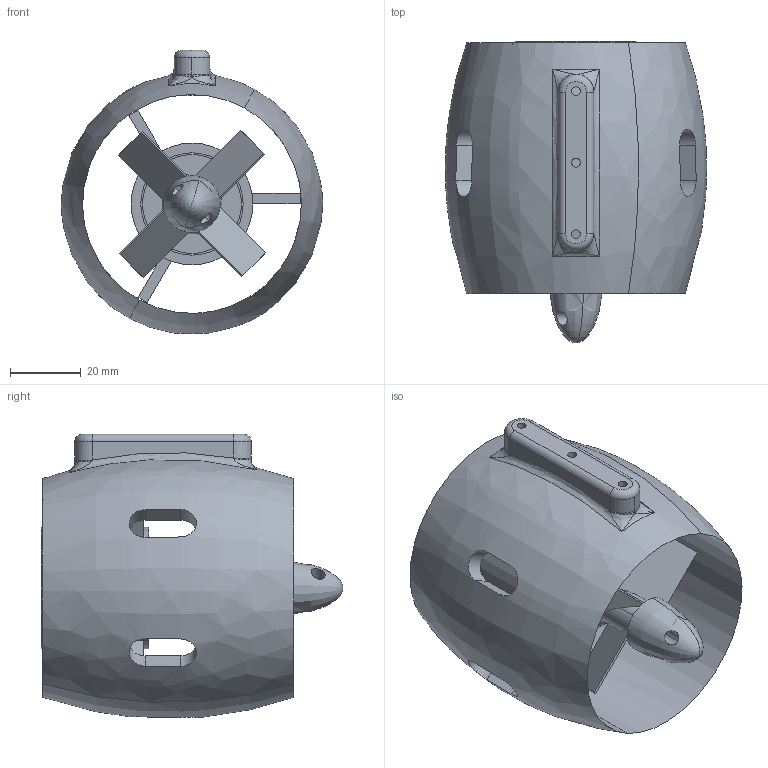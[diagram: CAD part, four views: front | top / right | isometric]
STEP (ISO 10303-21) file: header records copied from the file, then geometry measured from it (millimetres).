
FILE_DESCRIPTION(('CATIA V5 STEP Exchange'),'2;1');
FILE_NAME('U1-3D.stp','2023-07-17T13:31:00+00:00',('none'),('none'),'CATIA Version 5 Release 21 GA (IN-10)','CATIA V5 STEP AP203','none');
FILE_SCHEMA(('CONFIG_CONTROL_DESIGN'));
Length unit declared in the file: millimetre
Products named in the file (1): APISQUEEN-U1-1
Assembly tree (2 placements, depth 2):
  APISQUEEN-U1-1
    #58
    #1537
Bounding box: 74 x 85.5 x 80.22 mm (x, y, z)
Volume: 103347.3 mm3; surface area: 50068.1 mm2
Topology: 3 solids, 3 shells, 144 faces, 353 edges, 223 vertices
Faces by surface type: plane 64, cylinder 58, bspline 10, torus 6, revolution 6
Entity records: 5824 total; most frequent: CARTESIAN_POINT 2678, ORIENTED_EDGE 694, DIRECTION 465, EDGE_CURVE 347, VERTEX_POINT 223, AXIS2_PLACEMENT_3D 206, EDGE_LOOP 180, VECTOR 149
